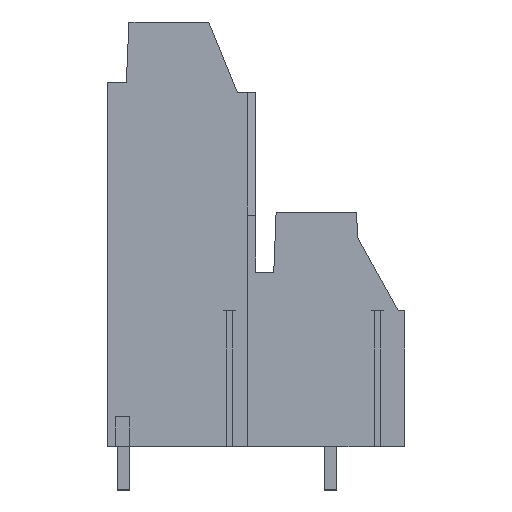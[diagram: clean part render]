
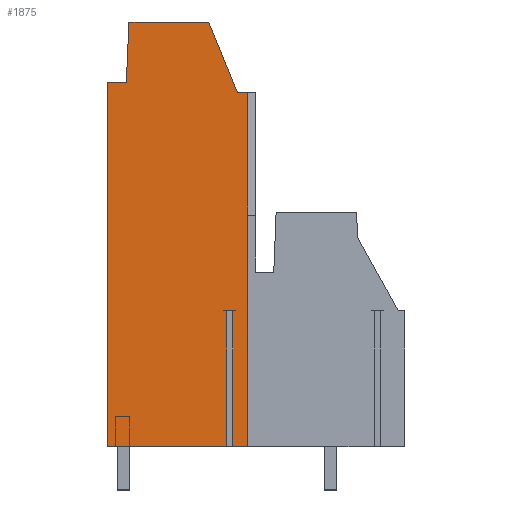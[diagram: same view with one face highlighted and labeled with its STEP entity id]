
A CAD part, left-side view. The second image highlights one B-rep face of the part: STEP entity #1875.
In plain terms, the highlighted planar face has unit normal (-1, 0, 0).
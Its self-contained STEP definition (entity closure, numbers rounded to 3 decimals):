
#1809=AXIS2_PLACEMENT_3D('Plane Axis2P3D',#1806,#1807,#1808) ;
#1009=CARTESIAN_POINT('Line Origine',(0.,12.12,3.2)) ;
#1013=CARTESIAN_POINT('Vertex',(0.,11.574,3.2)) ;
#1015=CARTESIAN_POINT('Vertex',(0.,12.665,3.2)) ;
#1064=CARTESIAN_POINT('Vertex',(0.,13.115,3.2)) ;
#1067=CARTESIAN_POINT('Line Origine',(0.,17.528,3.2)) ;
#1071=CARTESIAN_POINT('Vertex',(0.,21.94,3.2)) ;
#1580=CARTESIAN_POINT('Vertex',(0.,11.574,29.26)) ;
#1583=CARTESIAN_POINT('Line Origine',(0.,11.574,16.23)) ;
#1789=CARTESIAN_POINT('Vertex',(0.,12.337,29.26)) ;
#1792=CARTESIAN_POINT('Line Origine',(0.,11.956,29.26)) ;
#1806=CARTESIAN_POINT('Axis2P3D Location',(0.,11.,17.2)) ;
#1812=CARTESIAN_POINT('Control Point',(0.,20.328,34.47)) ;
#1813=CARTESIAN_POINT('Control Point',(0.,20.521,30.05)) ;
#1814=CARTESIAN_POINT('Vertex',(0.,20.328,34.47)) ;
#1816=CARTESIAN_POINT('Vertex',(0.,20.521,30.05)) ;
#1819=CARTESIAN_POINT('Line Origine',(0.,16.853,30.05)) ;
#1823=CARTESIAN_POINT('Vertex',(0.,21.94,30.05)) ;
#1826=CARTESIAN_POINT('Line Origine',(0.,21.94,34.47)) ;
#1831=CARTESIAN_POINT('Line Origine',(0.,13.115,34.47)) ;
#1835=CARTESIAN_POINT('Vertex',(0.,13.115,13.2)) ;
#1838=CARTESIAN_POINT('Line Origine',(0.,16.853,13.2)) ;
#1842=CARTESIAN_POINT('Vertex',(0.,12.665,13.2)) ;
#1845=CARTESIAN_POINT('Line Origine',(0.,12.665,34.47)) ;
#1851=CARTESIAN_POINT('Control Point',(0.,12.337,29.26)) ;
#1852=CARTESIAN_POINT('Control Point',(0.,14.449,34.47)) ;
#1853=CARTESIAN_POINT('Vertex',(0.,14.449,34.47)) ;
#1856=CARTESIAN_POINT('Line Origine',(0.,16.853,34.47)) ;
#1010=DIRECTION('Vector Direction',(0.,1.,0.)) ;
#1068=DIRECTION('Vector Direction',(0.,1.,0.)) ;
#1584=DIRECTION('Vector Direction',(0.,0.,-1.)) ;
#1793=DIRECTION('Vector Direction',(0.,1.,0.)) ;
#1807=DIRECTION('Axis2P3D Direction',(1.,0.,0.)) ;
#1808=DIRECTION('Axis2P3D XDirection',(0.,1.,0.)) ;
#1820=DIRECTION('Vector Direction',(0.,1.,0.)) ;
#1827=DIRECTION('Vector Direction',(0.,0.,1.)) ;
#1832=DIRECTION('Vector Direction',(0.,0.,1.)) ;
#1839=DIRECTION('Vector Direction',(0.,1.,0.)) ;
#1846=DIRECTION('Vector Direction',(0.,0.,1.)) ;
#1857=DIRECTION('Vector Direction',(0.,1.,0.)) ;
#1011=VECTOR('Line Direction',#1010,1.) ;
#1069=VECTOR('Line Direction',#1068,1.) ;
#1585=VECTOR('Line Direction',#1584,1.) ;
#1794=VECTOR('Line Direction',#1793,1.) ;
#1821=VECTOR('Line Direction',#1820,1.) ;
#1828=VECTOR('Line Direction',#1827,1.) ;
#1833=VECTOR('Line Direction',#1832,1.) ;
#1840=VECTOR('Line Direction',#1839,1.) ;
#1847=VECTOR('Line Direction',#1846,1.) ;
#1858=VECTOR('Line Direction',#1857,1.) ;
#1862=ORIENTED_EDGE('',*,*,#1818,.T.) ;
#1863=ORIENTED_EDGE('',*,*,#1825,.T.) ;
#1864=ORIENTED_EDGE('',*,*,#1830,.T.) ;
#1865=ORIENTED_EDGE('',*,*,#1073,.F.) ;
#1866=ORIENTED_EDGE('',*,*,#1837,.T.) ;
#1867=ORIENTED_EDGE('',*,*,#1844,.T.) ;
#1868=ORIENTED_EDGE('',*,*,#1849,.F.) ;
#1869=ORIENTED_EDGE('',*,*,#1017,.F.) ;
#1870=ORIENTED_EDGE('',*,*,#1587,.F.) ;
#1871=ORIENTED_EDGE('',*,*,#1796,.T.) ;
#1872=ORIENTED_EDGE('',*,*,#1855,.T.) ;
#1873=ORIENTED_EDGE('',*,*,#1860,.T.) ;
#1875=ADVANCED_FACE('housing',(#1874),#1810,.F.) ;
#1811=B_SPLINE_CURVE_WITH_KNOTS('',1,(#1812,#1813),.UNSPECIFIED.,.F.,.U.,(2,2),(-2.212,2.212),.UNSPECIFIED.) ;
#1850=B_SPLINE_CURVE_WITH_KNOTS('',1,(#1851,#1852),.UNSPECIFIED.,.F.,.U.,(2,2),(-2.811,2.811),.UNSPECIFIED.) ;
#1017=EDGE_CURVE('',#1014,#1016,#1012,.T.) ;
#1073=EDGE_CURVE('',#1065,#1072,#1070,.T.) ;
#1587=EDGE_CURVE('',#1581,#1014,#1586,.T.) ;
#1796=EDGE_CURVE('',#1581,#1790,#1795,.T.) ;
#1818=EDGE_CURVE('',#1815,#1817,#1811,.T.) ;
#1825=EDGE_CURVE('',#1817,#1824,#1822,.T.) ;
#1830=EDGE_CURVE('',#1824,#1072,#1829,.F.) ;
#1837=EDGE_CURVE('',#1065,#1836,#1834,.T.) ;
#1844=EDGE_CURVE('',#1836,#1843,#1841,.F.) ;
#1849=EDGE_CURVE('',#1016,#1843,#1848,.T.) ;
#1855=EDGE_CURVE('',#1790,#1854,#1850,.T.) ;
#1860=EDGE_CURVE('',#1854,#1815,#1859,.T.) ;
#1861=EDGE_LOOP('',(#1862,#1863,#1864,#1865,#1866,#1867,#1868,#1869,#1870,#1871,#1872,#1873)) ;
#1874=FACE_OUTER_BOUND('',#1861,.T.) ;
#1012=LINE('Line',#1009,#1011) ;
#1070=LINE('Line',#1067,#1069) ;
#1586=LINE('Line',#1583,#1585) ;
#1795=LINE('Line',#1792,#1794) ;
#1822=LINE('Line',#1819,#1821) ;
#1829=LINE('Line',#1826,#1828) ;
#1834=LINE('Line',#1831,#1833) ;
#1841=LINE('Line',#1838,#1840) ;
#1848=LINE('Line',#1845,#1847) ;
#1859=LINE('Line',#1856,#1858) ;
#1810=PLANE('',#1809) ;
#1014=VERTEX_POINT('',#1013) ;
#1016=VERTEX_POINT('',#1015) ;
#1065=VERTEX_POINT('',#1064) ;
#1072=VERTEX_POINT('',#1071) ;
#1581=VERTEX_POINT('',#1580) ;
#1790=VERTEX_POINT('',#1789) ;
#1815=VERTEX_POINT('',#1814) ;
#1817=VERTEX_POINT('',#1816) ;
#1824=VERTEX_POINT('',#1823) ;
#1836=VERTEX_POINT('',#1835) ;
#1843=VERTEX_POINT('',#1842) ;
#1854=VERTEX_POINT('',#1853) ;
